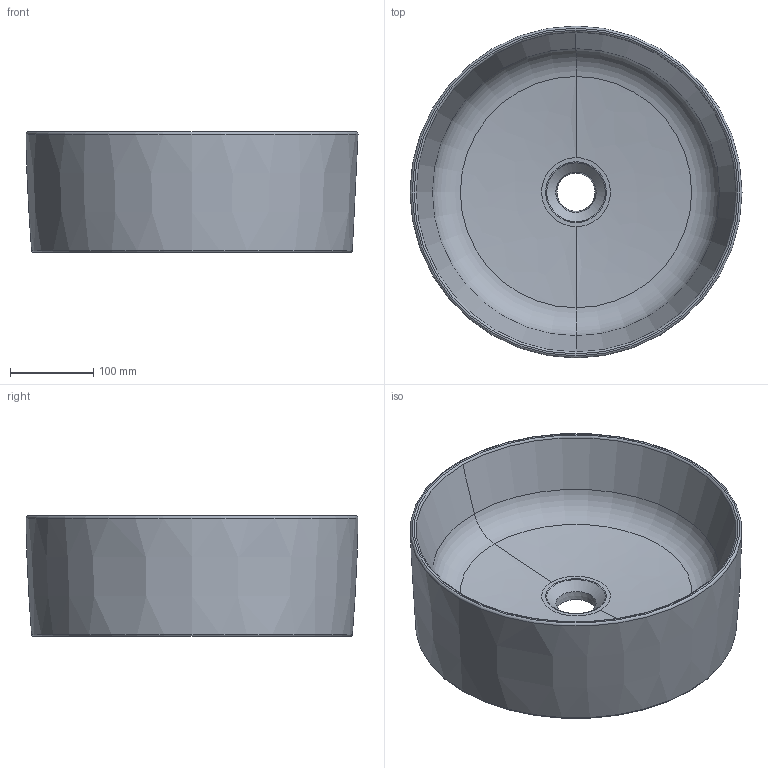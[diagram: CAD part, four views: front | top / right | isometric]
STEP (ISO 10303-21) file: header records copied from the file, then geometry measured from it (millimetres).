
FILE_DESCRIPTION(/* description */ (''),/* implementation_level */ '2;1');
FILE_NAME(/* name */ 'Collaro_4A1840.stp',/* time_stamp */ '2018-10-25T11:19:49+02:00',/* author */ (''),/* organization */ (''),/* preprocessor_version */ 'ST-DEVELOPER v16',/* originating_system */ 'SIEMENS PLM Software NX 10.0',/* authorisation */ '');
FILE_SCHEMA (('AUTOMOTIVE_DESIGN { 1 0 10303 214 3 1 1 1 }'));
Length unit declared in the file: millimetre
Products named in the file (1): Conz2118EFC450vs
Bounding box: 399.92 x 399.92 x 145 mm (x, y, z)
Volume: 6457592.3 mm3; surface area: 519906.4 mm2
Topology: 1 solids, 1 shells, 119 faces, 280 edges, 169 vertices
Faces by surface type: bspline 45, torus 25, plane 25, cylinder 14, cone 10
Full cylindrical faces by diameter (mm): 22 x2
Entity records: 4406 total; most frequent: CARTESIAN_POINT 2002, ORIENTED_EDGE 516, DIRECTION 446, EDGE_CURVE 258, AXIS2_PLACEMENT_3D 196, VERTEX_POINT 164, EDGE_LOOP 144, ADVANCED_FACE 119
